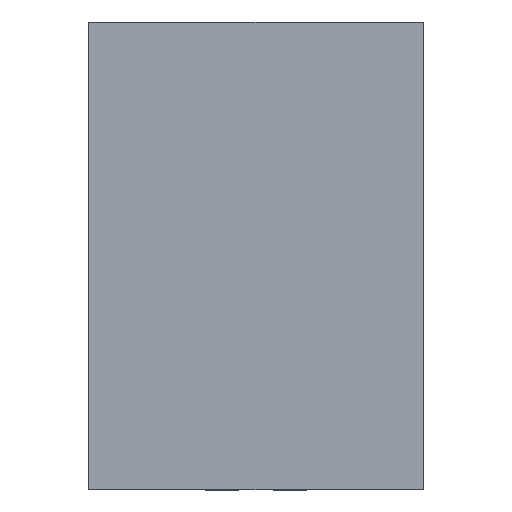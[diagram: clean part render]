
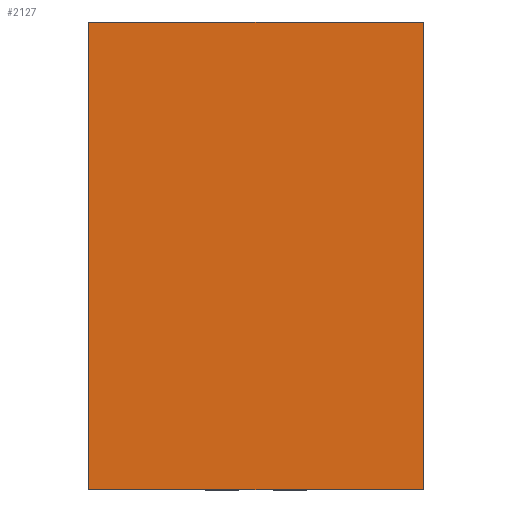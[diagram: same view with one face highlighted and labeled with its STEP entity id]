
A CAD part, front view. The second image highlights one B-rep face of the part: STEP entity #2127.
In plain terms, the highlighted planar face has unit normal (0, -1, 0).
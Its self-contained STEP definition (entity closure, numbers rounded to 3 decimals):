
#207 = VERTEX_POINT ( 'NONE', #5806 ) ;
#1915 = VERTEX_POINT ( 'NONE', #4849 ) ;
#1925 = CARTESIAN_POINT ( 'NONE',  ( 0., 0., 0. ) ) ;
#1992 = CARTESIAN_POINT ( 'NONE',  ( -1.25, 0., 1.75 ) ) ;
#2046 = VECTOR ( 'NONE', #3955, 1000. ) ;
#2127 = ADVANCED_FACE ( 'NONE', ( #3383 ), #7442, .F. ) ;
#2307 = AXIS2_PLACEMENT_3D ( 'NONE', #1925, #2627, #5462 ) ;
#2442 = CARTESIAN_POINT ( 'NONE',  ( -1.25, 0., -1.75 ) ) ;
#2557 = EDGE_CURVE ( 'NONE', #1915, #3802, #8000, .T. ) ;
#2608 = EDGE_CURVE ( 'NONE', #207, #4320, #4827, .T. ) ;
#2627 = DIRECTION ( 'NONE',  ( 0., 1., 0. ) ) ;
#3032 = VECTOR ( 'NONE', #6729, 1000. ) ;
#3194 = LINE ( 'NONE', #5904, #2046 ) ;
#3383 = FACE_OUTER_BOUND ( 'NONE', #7979, .T. ) ;
#3408 = DIRECTION ( 'NONE',  ( 1., 0., 0. ) ) ;
#3802 = VERTEX_POINT ( 'NONE', #5851 ) ;
#3955 = DIRECTION ( 'NONE',  ( 0., 0., -1. ) ) ;
#3967 = VECTOR ( 'NONE', #6157, 1000. ) ;
#4081 = LINE ( 'NONE', #5272, #3032 ) ;
#4320 = VERTEX_POINT ( 'NONE', #2442 ) ;
#4776 = EDGE_CURVE ( 'NONE', #3802, #207, #3194, .T. ) ;
#4809 = VECTOR ( 'NONE', #3408, 1000. ) ;
#4827 = LINE ( 'NONE', #8119, #3967 ) ;
#4849 = CARTESIAN_POINT ( 'NONE',  ( -1.25, 0., 1.75 ) ) ;
#4890 = EDGE_CURVE ( 'NONE', #4320, #1915, #4081, .T. ) ;
#5272 = CARTESIAN_POINT ( 'NONE',  ( -1.25, 0., -1.75 ) ) ;
#5462 = DIRECTION ( 'NONE',  ( 0., 0., 1. ) ) ;
#5806 = CARTESIAN_POINT ( 'NONE',  ( 1.25, 0., -1.75 ) ) ;
#5851 = CARTESIAN_POINT ( 'NONE',  ( 1.25, 0., 1.75 ) ) ;
#5904 = CARTESIAN_POINT ( 'NONE',  ( 1.25, 0., -1.75 ) ) ;
#6157 = DIRECTION ( 'NONE',  ( -1., 0., 0. ) ) ;
#6473 = ORIENTED_EDGE ( 'NONE', *, *, #2557, .F. ) ;
#6729 = DIRECTION ( 'NONE',  ( 0., 0., 1. ) ) ;
#6927 = ORIENTED_EDGE ( 'NONE', *, *, #4776, .F. ) ;
#7442 = PLANE ( 'NONE',  #2307 ) ;
#7979 = EDGE_LOOP ( 'NONE', ( #6927, #6473, #8631, #8274 ) ) ;
#8000 = LINE ( 'NONE', #1992, #4809 ) ;
#8119 = CARTESIAN_POINT ( 'NONE',  ( -1.25, 0., -1.75 ) ) ;
#8274 = ORIENTED_EDGE ( 'NONE', *, *, #2608, .F. ) ;
#8631 = ORIENTED_EDGE ( 'NONE', *, *, #4890, .F. ) ;
